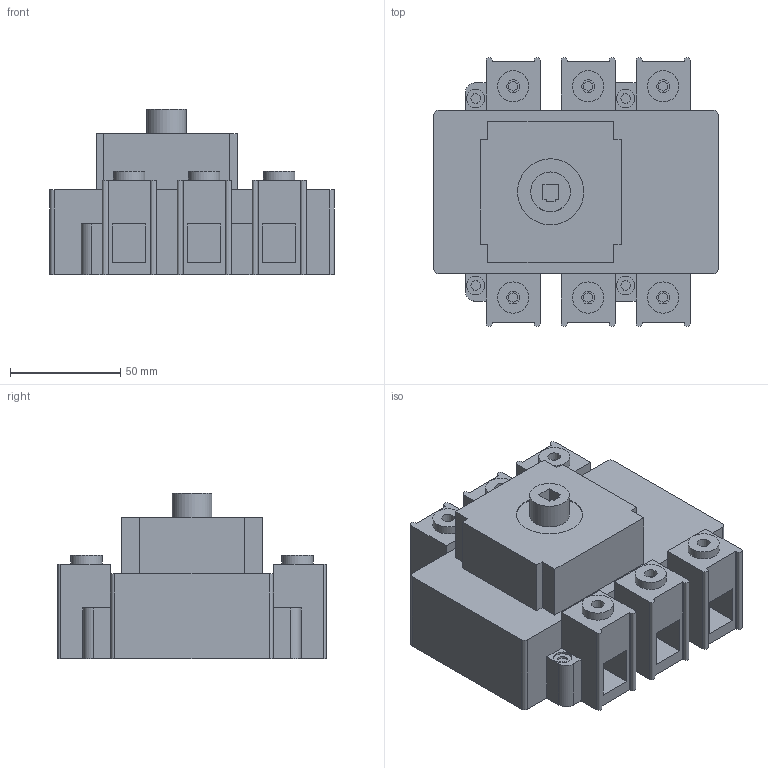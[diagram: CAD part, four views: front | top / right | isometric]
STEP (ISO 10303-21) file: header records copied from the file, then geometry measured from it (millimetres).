
FILE_DESCRIPTION(/* description */ (''),/* implementation_level */ '2;1');
FILE_NAME(/* name */ '3d_GE0160P_3P_160A(Ith_AC21A)_IP20-GE0160P.stp',/* time_stamp */ '2016-09-30T09:57:58+02:00',/* author */ ('Andrzej'),/* organization */ (''),/* preprocessor_version */ 'ST-DEVELOPER v15.5',/* originating_system */ 'AutoCAD Mechanical',/* authorisation */ '');
FILE_SCHEMA (('AUTOMOTIVE_DESIGN { 1 0 10303 214 3 1 1 }'));
Length unit declared in the file: millimetre
Products named in the file (1): Product
Bounding box: 129 x 121.87 x 75 mm (x, y, z)
Volume: 598980.5 mm3; surface area: 87235.6 mm2
Topology: 11 solids, 11 shells, 234 faces, 705 edges, 685 vertices
Faces by surface type: plane 194, cylinder 40
Full cylindrical faces by diameter (mm): 4.4 x4, 5.8 x6, 8.4 x4, 14.2 x6, 18 x1, 30 x1
Entity records: 7564 total; most frequent: CARTESIAN_POINT 1594, DIRECTION 1238, ORIENTED_EDGE 1012, LINE 578, VECTOR 578, EDGE_CURVE 506, VERTEX_POINT 352, AXIS2_PLACEMENT_3D 330
